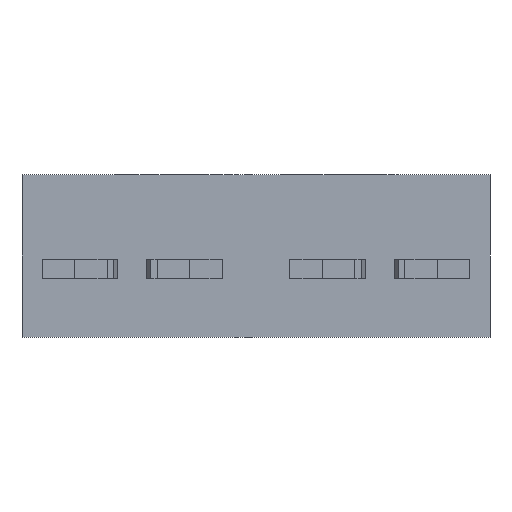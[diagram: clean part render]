
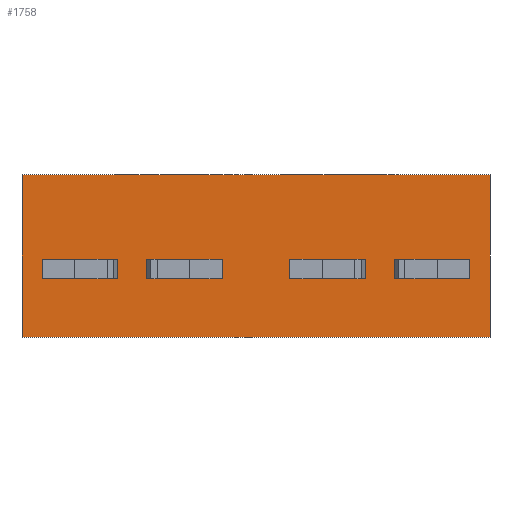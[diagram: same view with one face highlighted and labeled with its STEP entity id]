
A CAD part, front view. The second image highlights one B-rep face of the part: STEP entity #1758.
In plain terms, the highlighted planar face has unit normal (0, -1, 0).
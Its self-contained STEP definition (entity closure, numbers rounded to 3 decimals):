
#143 = FACE_OUTER_BOUND ( 'NONE', #911, .T. ) ;
#185 = LINE ( 'NONE', #1646, #2062 ) ;
#216 = ORIENTED_EDGE ( 'NONE', *, *, #714, .F. ) ;
#271 = DIRECTION ( 'NONE',  ( 0., 0., 1. ) ) ;
#527 = DIRECTION ( 'NONE',  ( 0., 0., 1. ) ) ;
#585 = CARTESIAN_POINT ( 'NONE',  ( 3.6, -2.05, -2.5 ) ) ;
#714 = EDGE_CURVE ( 'NONE', #1341, #1412, #2239, .T. ) ;
#788 = VERTEX_POINT ( 'NONE', #939 ) ;
#807 = VECTOR ( 'NONE', #1208, 1000. ) ;
#812 = ORIENTED_EDGE ( 'NONE', *, *, #1365, .T. ) ;
#844 = DIRECTION ( 'NONE',  ( 0., -1., 0. ) ) ;
#911 = EDGE_LOOP ( 'NONE', ( #2309, #216, #2188, #812 ) ) ;
#939 = CARTESIAN_POINT ( 'NONE',  ( 3.6, -2.05, 0. ) ) ;
#985 = VERTEX_POINT ( 'NONE', #585 ) ;
#1040 = VECTOR ( 'NONE', #2262, 1000. ) ;
#1096 = LINE ( 'NONE', #1534, #1040 ) ;
#1123 = CARTESIAN_POINT ( 'NONE',  ( -3.6, -2.05, -2.5 ) ) ;
#1208 = DIRECTION ( 'NONE',  ( 1., 0., 0. ) ) ;
#1215 = VECTOR ( 'NONE', #271, 1000. ) ;
#1222 = CARTESIAN_POINT ( 'NONE',  ( -3.6, -2.05, 0. ) ) ;
#1341 = VERTEX_POINT ( 'NONE', #1123 ) ;
#1365 = EDGE_CURVE ( 'NONE', #985, #788, #185, .T. ) ;
#1412 = VERTEX_POINT ( 'NONE', #1466 ) ;
#1421 = PLANE ( 'NONE',  #1641 ) ;
#1466 = CARTESIAN_POINT ( 'NONE',  ( -3.6, -2.05, 0. ) ) ;
#1534 = CARTESIAN_POINT ( 'NONE',  ( -3.6, -2.05, -2.5 ) ) ;
#1557 = DIRECTION ( 'NONE',  ( 0., 0., -1. ) ) ;
#1641 = AXIS2_PLACEMENT_3D ( 'NONE', #2260, #844, #1557 ) ;
#1646 = CARTESIAN_POINT ( 'NONE',  ( 3.6, -2.05, -2.5 ) ) ;
#1758 = ADVANCED_FACE ( 'NONE', ( #143 ), #1421, .T. ) ;
#1918 = EDGE_CURVE ( 'NONE', #1341, #985, #1096, .T. ) ;
#2030 = EDGE_CURVE ( 'NONE', #1412, #788, #2231, .T. ) ;
#2062 = VECTOR ( 'NONE', #527, 1000. ) ;
#2188 = ORIENTED_EDGE ( 'NONE', *, *, #1918, .T. ) ;
#2195 = CARTESIAN_POINT ( 'NONE',  ( -3.6, -2.05, -2.5 ) ) ;
#2231 = LINE ( 'NONE', #1222, #807 ) ;
#2239 = LINE ( 'NONE', #2195, #1215 ) ;
#2260 = CARTESIAN_POINT ( 'NONE',  ( -3.6, -2.05, -2.5 ) ) ;
#2262 = DIRECTION ( 'NONE',  ( 1., 0., 0. ) ) ;
#2309 = ORIENTED_EDGE ( 'NONE', *, *, #2030, .F. ) ;
